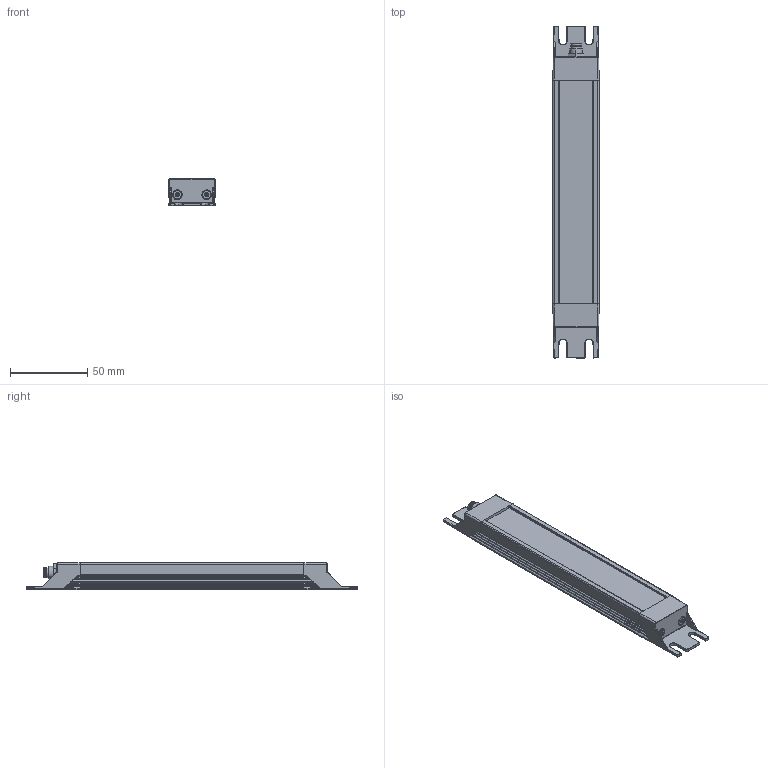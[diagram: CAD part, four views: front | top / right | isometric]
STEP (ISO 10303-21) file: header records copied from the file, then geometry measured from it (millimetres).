
FILE_DESCRIPTION(('CATIA V5 STEP Exchange','CAx-IF Rec.Pracs.--- Model Styling and Organization---1.4--- 2014-01-23'),'2;1');
FILE_NAME ('1483066-1_0', '2022-11-08T12:21:05+00:00', ('none'), ('Weidmueller'), 'CATIA Version 5-6 Release 2016 SP3 HF44', 'CATIA V5 STEP AP214', 'none');
FILE_SCHEMA(('AUTOMOTIVE_DESIGN { 1 0 10303 214 1 1 1 1 }'));
Length unit declared in the file: millimetre
Products named in the file (1): 2899890000
Bounding box: 30 x 215 x 17.5 mm (x, y, z)
Volume: 79330.5 mm3; surface area: 28128.6 mm2
Topology: 4 solids, 4 shells, 570 faces, 1533 edges, 946 vertices
Faces by surface type: cylinder 266, plane 160, cone 64, sphere 40, bspline 28, torus 12
Entity records: 19320 total; most frequent: CARTESIAN_POINT 6517, ORIENTED_EDGE 2986, DIRECTION 2070, EDGE_CURVE 1493, VERTEX_POINT 946, AXIS2_PLACEMENT_3D 888, VECTOR 643, LINE 643
